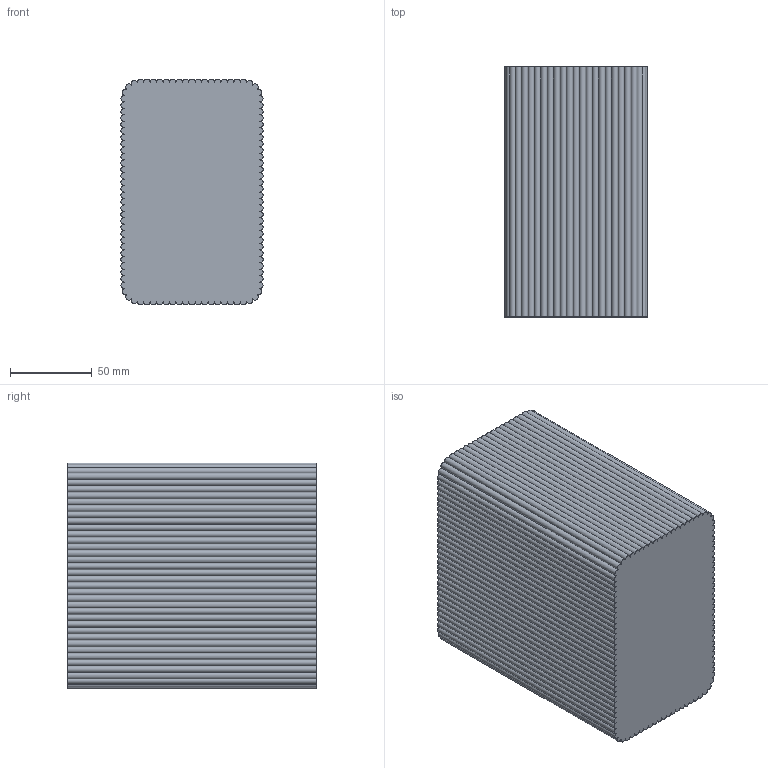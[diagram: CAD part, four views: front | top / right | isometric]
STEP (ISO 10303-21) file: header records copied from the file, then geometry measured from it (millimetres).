
FILE_DESCRIPTION(/* description */ (''),/* implementation_level */ '2;1');
FILE_NAME(/* name */ 'CircleContainer.ipt.step',/* time_stamp */ '2024-02-28T22:17:58-06:00',/* author */ ('smz3rm'),/* organization */ (''),/* preprocessor_version */ 'ST-DEVELOPER v18',/* originating_system */ 'Autodesk Inventor 2020',/* authorisation */ '');
FILE_SCHEMA (('AUTOMOTIVE_DESIGN { 1 0 10303 214 3 1 1 }'));
Length unit declared in the file: millimetre
Products named in the file (1): CircleContainer
Bounding box: 86.76 x 152.4 x 137.81 mm (x, y, z)
Volume: 205408.4 mm3; surface area: 184806.3 mm2
Topology: 1 solids, 1 shells, 117 faces, 342 edges, 228 vertices
Faces by surface type: cylinder 110, plane 7
Entity records: 4057 total; most frequent: DIRECTION 798, CARTESIAN_POINT 688, ORIENTED_EDGE 684, EDGE_CURVE 342, AXIS2_PLACEMENT_3D 338, VERTEX_POINT 228, CIRCLE 220, LINE 122
